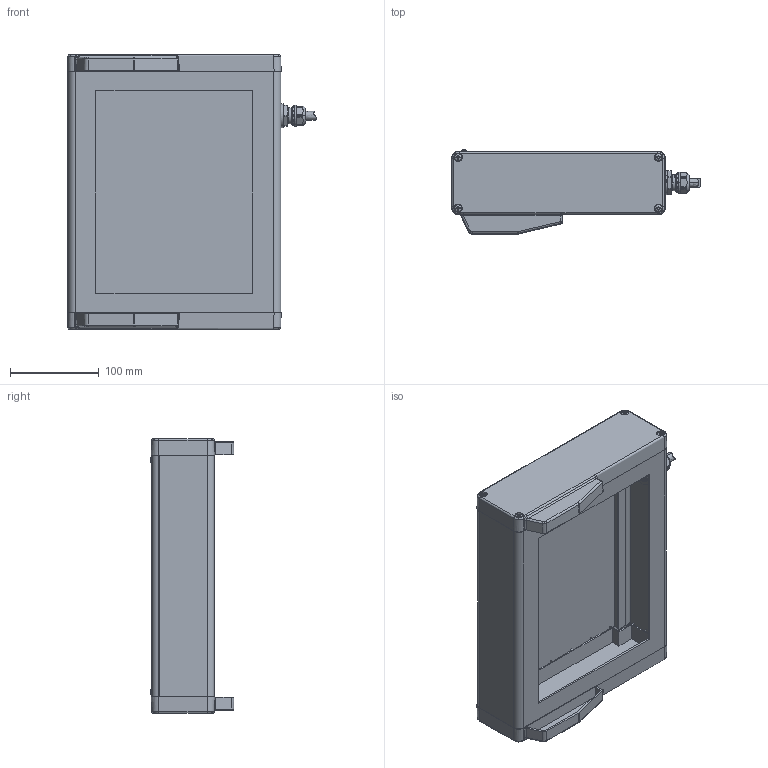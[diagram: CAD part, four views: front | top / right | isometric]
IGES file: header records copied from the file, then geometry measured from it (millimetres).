
Start section: SolidWorks IGES file using analytic representation for surfaces
Bounding box: 280.85 x 94.56 x 310 mm (x, y, z)
Surface area: 456996.7 mm2 (no closed solid volume)
Topology: 0 solids, 0 shells, 1071 faces, 10251 edges, 10249 vertices
Faces by surface type: bspline 701, revolution 370
